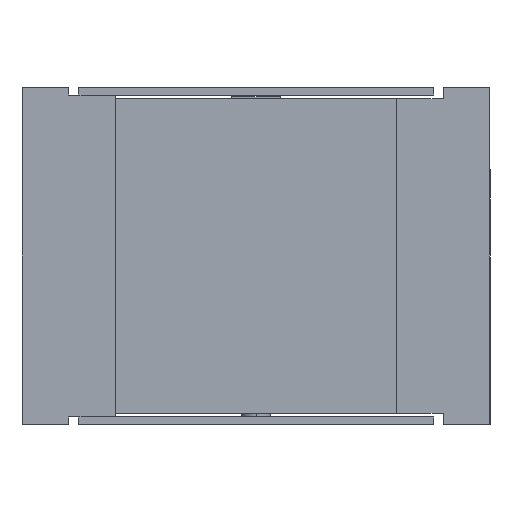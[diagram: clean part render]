
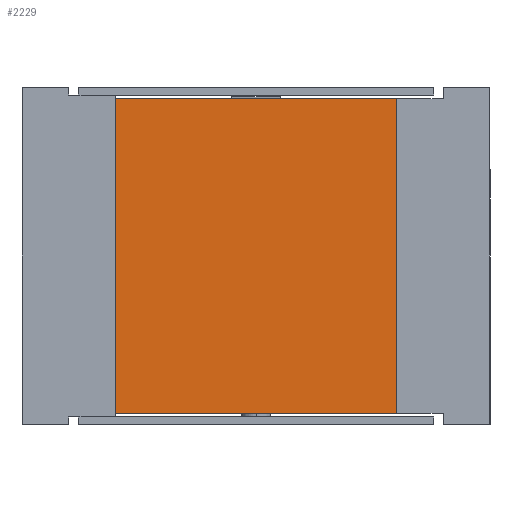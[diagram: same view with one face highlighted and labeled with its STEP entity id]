
A CAD part, left-side view. The second image highlights one B-rep face of the part: STEP entity #2229.
In plain terms, the highlighted planar face has unit normal (-1, 0, 0).
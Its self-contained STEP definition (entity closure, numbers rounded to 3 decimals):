
#1852=CARTESIAN_POINT('',(-110.0,-37.5,-42.0));
#1853=VERTEX_POINT('',#1852);
#1862=CARTESIAN_POINT('',(-110.0,37.5,-42.0));
#1863=VERTEX_POINT('',#1862);
#1864=CARTESIAN_POINT('',(-110.0,37.5,-42.0));
#1865=DIRECTION('',(0.0,-1.0,0.0));
#1866=VECTOR('',#1865,75.);
#1867=LINE('',#1864,#1866);
#1868=EDGE_CURVE('',#1863,#1853,#1867,.T.);
#2089=CARTESIAN_POINT('',(-110.0,37.5,42.0));
#2090=VERTEX_POINT('',#2089);
#2091=CARTESIAN_POINT('',(-110.0,37.5,-42.0));
#2092=DIRECTION('',(0.0,0.0,1.0));
#2093=VECTOR('',#2092,84.0);
#2094=LINE('',#2091,#2093);
#2095=EDGE_CURVE('',#1863,#2090,#2094,.T.);
#2206=CARTESIAN_POINT('',(-110.0,37.5,0.0));
#2207=DIRECTION('',(-1.0,0.0,0.0));
#2208=DIRECTION('',(0.0,0.0,1.0));
#2209=AXIS2_PLACEMENT_3D('',#2206,#2207,#2208);
#2210=PLANE('',#2209);
#2211=ORIENTED_EDGE('',*,*,#1868,.T.);
#2212=CARTESIAN_POINT('',(-110.0,-37.5,42.0));
#2213=VERTEX_POINT('',#2212);
#2214=CARTESIAN_POINT('',(-110.0,-37.5,-42.0));
#2215=DIRECTION('',(0.0,0.0,1.0));
#2216=VECTOR('',#2215,84.0);
#2217=LINE('',#2214,#2216);
#2218=EDGE_CURVE('',#1853,#2213,#2217,.T.);
#2219=ORIENTED_EDGE('',*,*,#2218,.T.);
#2220=CARTESIAN_POINT('',(-110.0,-37.5,42.0));
#2221=DIRECTION('',(0.0,1.0,0.0));
#2222=VECTOR('',#2221,75.);
#2223=LINE('',#2220,#2222);
#2224=EDGE_CURVE('',#2213,#2090,#2223,.T.);
#2225=ORIENTED_EDGE('',*,*,#2224,.T.);
#2226=ORIENTED_EDGE('',*,*,#2095,.F.);
#2227=EDGE_LOOP('',(#2211,#2219,#2225,#2226));
#2228=FACE_OUTER_BOUND('',#2227,.T.);
#2229=ADVANCED_FACE('',(#2228),#2210,.T.);
